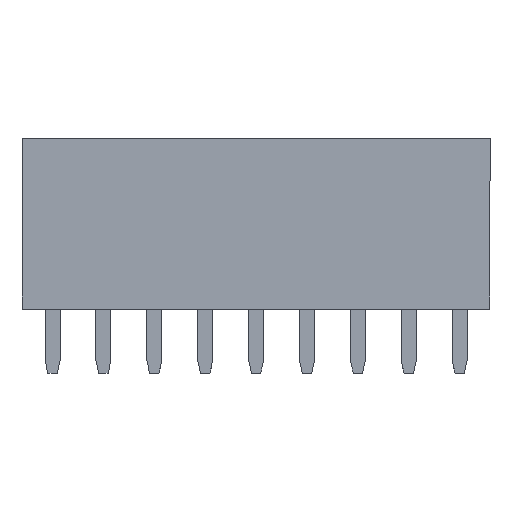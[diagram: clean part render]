
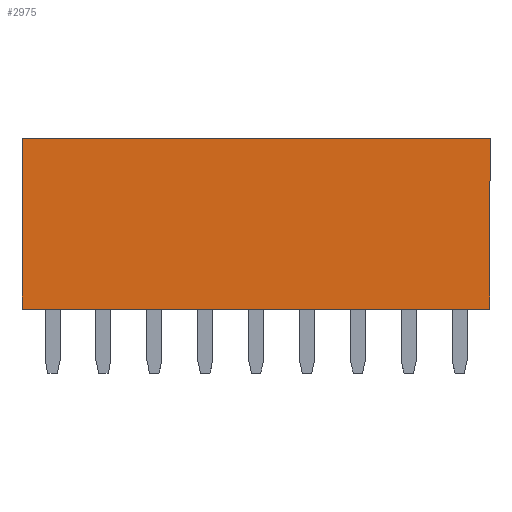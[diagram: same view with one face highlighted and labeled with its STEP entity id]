
A CAD part, top view. The second image highlights one B-rep face of the part: STEP entity #2975.
In plain terms, the highlighted planar face has unit normal (0, 0, 1).
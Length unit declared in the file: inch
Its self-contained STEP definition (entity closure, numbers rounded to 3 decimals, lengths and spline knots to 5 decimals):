
#1804 = CARTESIAN_POINT ( 'NONE',  ( 0.91969, 0., 0. ) ) ;
#2555 = AXIS2_PLACEMENT_3D ( 'NONE', #10577, #12813, #28635 ) ;
#2801 = VECTOR ( 'NONE', #24985, 39.37008 ) ;
#2975 = ADVANCED_FACE ( 'NONE', ( #6188 ), #6041, .T. ) ;
#3388 = LINE ( 'NONE', #10272, #16109 ) ;
#4800 = VECTOR ( 'NONE', #18275, 39.37008 ) ;
#5241 = EDGE_CURVE ( 'NONE', #14131, #20606, #13489, .T. ) ;
#6041 = PLANE ( 'NONE',  #2555 ) ;
#6188 = FACE_OUTER_BOUND ( 'NONE', #16559, .T. ) ;
#6238 = CARTESIAN_POINT ( 'NONE',  ( 0., 0., 0. ) ) ;
#7017 = CARTESIAN_POINT ( 'NONE',  ( -0.5, 0.33465, 0. ) ) ;
#9008 = EDGE_CURVE ( 'NONE', #16035, #21846, #3388, .T. ) ;
#9817 = CARTESIAN_POINT ( 'NONE',  ( 0.91969, 0.33465, 0. ) ) ;
#10272 = CARTESIAN_POINT ( 'NONE',  ( 0.91969, 0., 0. ) ) ;
#10577 = CARTESIAN_POINT ( 'NONE',  ( -0.5, 0., 0. ) ) ;
#12509 = CARTESIAN_POINT ( 'NONE',  ( 0., 0.01969, 0. ) ) ;
#12813 = DIRECTION ( 'NONE',  ( 0., 0., 1. ) ) ;
#13489 = LINE ( 'NONE', #12509, #18826 ) ;
#13533 = ORIENTED_EDGE ( 'NONE', *, *, #9008, .F. ) ;
#13646 = CARTESIAN_POINT ( 'NONE',  ( 0., 0.33465, 0. ) ) ;
#14131 = VERTEX_POINT ( 'NONE', #13646 ) ;
#16035 = VERTEX_POINT ( 'NONE', #9817 ) ;
#16109 = VECTOR ( 'NONE', #26074, 39.37008 ) ;
#16559 = EDGE_LOOP ( 'NONE', ( #13533, #20822, #22015, #24000 ) ) ;
#18178 = CARTESIAN_POINT ( 'NONE',  ( -0.5, 0., 0. ) ) ;
#18221 = LINE ( 'NONE', #7017, #4800 ) ;
#18275 = DIRECTION ( 'NONE',  ( -1., 0., 0. ) ) ;
#18826 = VECTOR ( 'NONE', #19339, 39.37008 ) ;
#19117 = EDGE_CURVE ( 'NONE', #16035, #14131, #18221, .T. ) ;
#19339 = DIRECTION ( 'NONE',  ( 0., -1., 0. ) ) ;
#20102 = LINE ( 'NONE', #18178, #2801 ) ;
#20606 = VERTEX_POINT ( 'NONE', #6238 ) ;
#20794 = EDGE_CURVE ( 'NONE', #20606, #21846, #20102, .T. ) ;
#20822 = ORIENTED_EDGE ( 'NONE', *, *, #19117, .T. ) ;
#21846 = VERTEX_POINT ( 'NONE', #1804 ) ;
#22015 = ORIENTED_EDGE ( 'NONE', *, *, #5241, .T. ) ;
#24000 = ORIENTED_EDGE ( 'NONE', *, *, #20794, .T. ) ;
#24985 = DIRECTION ( 'NONE',  ( 1., 0., 0. ) ) ;
#26074 = DIRECTION ( 'NONE',  ( 0., -1., 0. ) ) ;
#28635 = DIRECTION ( 'NONE',  ( 1., 0., 0. ) ) ;
